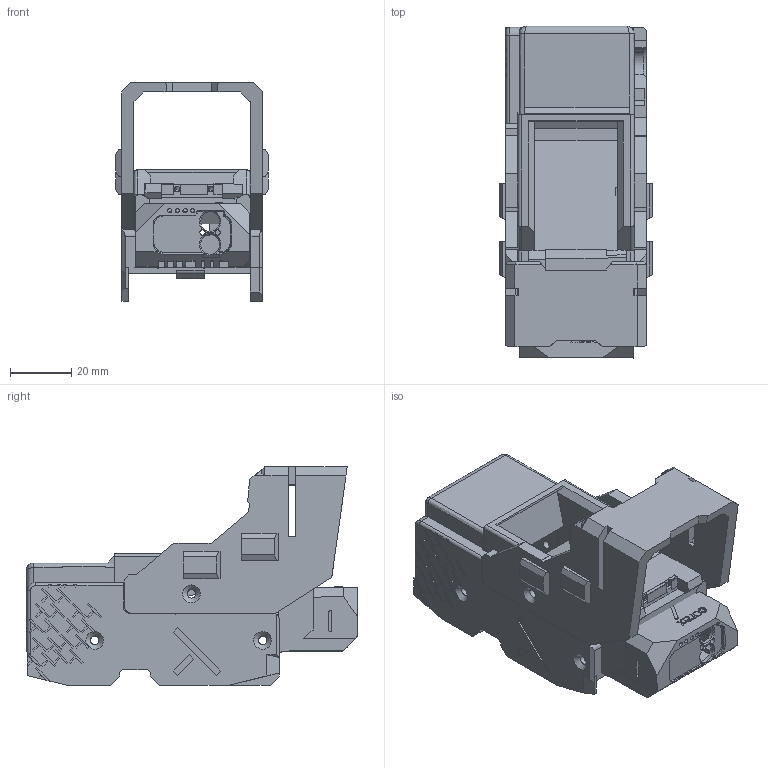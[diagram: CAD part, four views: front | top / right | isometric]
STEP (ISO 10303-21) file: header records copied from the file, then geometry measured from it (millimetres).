
FILE_DESCRIPTION(/* description */ (''),/* implementation_level */ '2;1');
FILE_NAME(/* name */ 'sn-25-ds.stp',/* time_stamp */ '2026-01-14T03:24:40+08:00',/* author */ (''),/* organization */ (''),/* preprocessor_version */ 'ST-DEVELOPER v15.2',/* originating_system */ 'Autodesk Translator Framework v2.0.0.5431',/* authorisation */ '');
FILE_SCHEMA (('AUTOMOTIVE_DESIGN { 1 0 10303 214 3 1 1 }'));
Length unit declared in the file: centimetre
Products named in the file (1): sn-25-ds
Bounding box: 50 x 108.69 x 71.5 mm (x, y, z)
Volume: 76762.4 mm3; surface area: 55623.4 mm2
Topology: 6 solids, 7 shells, 1067 faces, 2999 edges, 1973 vertices
Faces by surface type: plane 850, bspline 104, cylinder 95, cone 17, torus 1
Full cylindrical faces by diameter (mm): 1.093 x6, 1.8 x3, 2.78 x4, 2.8 x13, 3.8 x2, 5.2 x1, 11.105 x1
Entity records: 36285 total; most frequent: CARTESIAN_POINT 9354, ORIENTED_EDGE 5900, DIRECTION 4912, EDGE_CURVE 2950, LINE 2404, VECTOR 2404, VERTEX_POINT 1965, AXIS2_PLACEMENT_3D 1254
